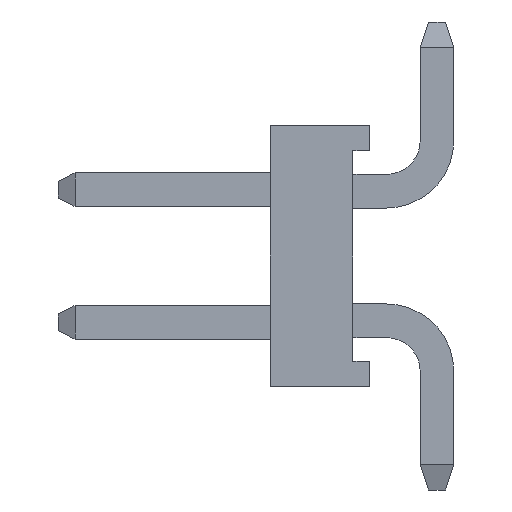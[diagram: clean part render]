
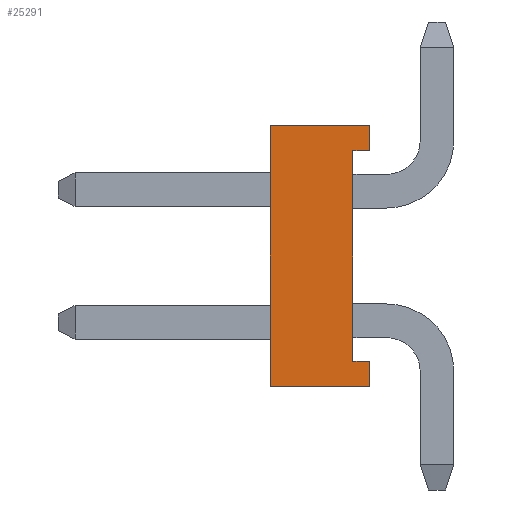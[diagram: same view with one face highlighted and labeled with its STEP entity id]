
A CAD part, left-side view. The second image highlights one B-rep face of the part: STEP entity #25291.
In plain terms, the highlighted planar face has unit normal (-1, 0, 0).
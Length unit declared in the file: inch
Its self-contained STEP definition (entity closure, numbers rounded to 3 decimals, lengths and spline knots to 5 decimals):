
#6164=ORIENTED_EDGE('',*,*,#10324,.T.);
#6165=ORIENTED_EDGE('',*,*,#10325,.T.);
#6166=ORIENTED_EDGE('',*,*,#10320,.T.);
#6167=ORIENTED_EDGE('',*,*,#10326,.F.);
#6168=ORIENTED_EDGE('',*,*,#10327,.F.);
#6169=ORIENTED_EDGE('',*,*,#10328,.T.);
#6170=ORIENTED_EDGE('',*,*,#10329,.T.);
#6171=ORIENTED_EDGE('',*,*,#10330,.T.);
#10320=EDGE_CURVE('',#12752,#12753,#15880,.T.);
#10324=EDGE_CURVE('',#12756,#12757,#15884,.T.);
#10325=EDGE_CURVE('',#12757,#12752,#15885,.T.);
#10326=EDGE_CURVE('',#12758,#12753,#15886,.T.);
#10327=EDGE_CURVE('',#12759,#12758,#15887,.T.);
#10328=EDGE_CURVE('',#12759,#12760,#15888,.T.);
#10329=EDGE_CURVE('',#12760,#12761,#15889,.T.);
#10330=EDGE_CURVE('',#12761,#12756,#15890,.T.);
#12752=VERTEX_POINT('',#39464);
#12753=VERTEX_POINT('',#39465);
#12756=VERTEX_POINT('',#39473);
#12757=VERTEX_POINT('',#39474);
#12758=VERTEX_POINT('',#39477);
#12759=VERTEX_POINT('',#39479);
#12760=VERTEX_POINT('',#39481);
#12761=VERTEX_POINT('',#39483);
#15880=LINE('',#39463,#19216);
#15884=LINE('',#39472,#19220);
#15885=LINE('',#39475,#19221);
#15886=LINE('',#39476,#19222);
#15887=LINE('',#39478,#19223);
#15888=LINE('',#39480,#19224);
#15889=LINE('',#39482,#19225);
#15890=LINE('',#39484,#19226);
#19216=VECTOR('',#32539,39.37008);
#19220=VECTOR('',#32545,39.37008);
#19221=VECTOR('',#32546,39.37008);
#19222=VECTOR('',#32547,39.37008);
#19223=VECTOR('',#32548,39.37008);
#19224=VECTOR('',#32549,39.37008);
#19225=VECTOR('',#32550,39.37008);
#19226=VECTOR('',#32551,39.37008);
#21045=EDGE_LOOP('',(#6164,#6165,#6166,#6167,#6168,#6169,#6170,#6171));
#22559=FACE_BOUND('',#21045,.T.);
#23925=PLANE('',#26897);
#25291=ADVANCED_FACE('',(#22559),#23925,.F.);
#26897=AXIS2_PLACEMENT_3D('',#39471,#32543,#32544);
#32539=DIRECTION('',(0.,0.,1.));
#32543=DIRECTION('',(1.,0.,0.));
#32544=DIRECTION('',(0.,0.,-1.));
#32545=DIRECTION('',(0.,0.,1.));
#32546=DIRECTION('',(0.,-1.,0.));
#32547=DIRECTION('',(0.,-1.,0.));
#32548=DIRECTION('',(0.,0.,1.));
#32549=DIRECTION('',(0.,-1.,0.));
#32550=DIRECTION('',(0.,0.,1.));
#32551=DIRECTION('',(0.,1.,0.));
#39463=CARTESIAN_POINT('',(-0.98425,0.,-0.0775));
#39464=CARTESIAN_POINT('',(-0.98425,0.,0.0625));
#39465=CARTESIAN_POINT('',(-0.98425,0.,0.0775));
#39471=CARTESIAN_POINT('',(-0.98425,0.059,-0.0775));
#39472=CARTESIAN_POINT('',(-0.98425,0.01,-0.0625));
#39473=CARTESIAN_POINT('',(-0.98425,0.01,-0.0625));
#39474=CARTESIAN_POINT('',(-0.98425,0.01,0.0625));
#39475=CARTESIAN_POINT('',(-0.98425,0.01,0.0625));
#39476=CARTESIAN_POINT('',(-0.98425,0.059,0.0775));
#39477=CARTESIAN_POINT('',(-0.98425,0.059,0.0775));
#39478=CARTESIAN_POINT('',(-0.98425,0.059,-0.0775));
#39479=CARTESIAN_POINT('',(-0.98425,0.059,-0.0775));
#39480=CARTESIAN_POINT('',(-0.98425,0.059,-0.0775));
#39481=CARTESIAN_POINT('',(-0.98425,0.,-0.0775));
#39482=CARTESIAN_POINT('',(-0.98425,0.,-0.0775));
#39483=CARTESIAN_POINT('',(-0.98425,0.,-0.0625));
#39484=CARTESIAN_POINT('',(-0.98425,0.,-0.0625));
